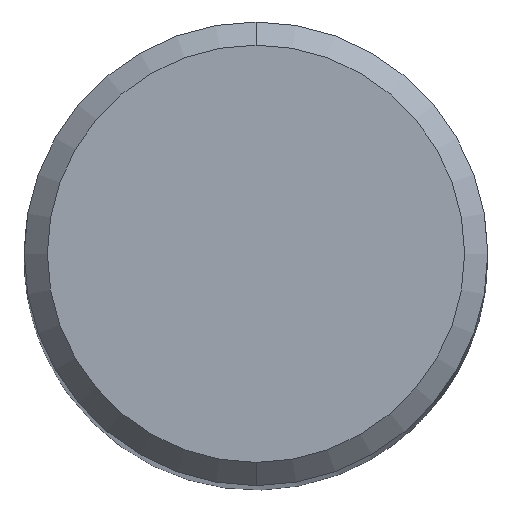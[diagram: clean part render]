
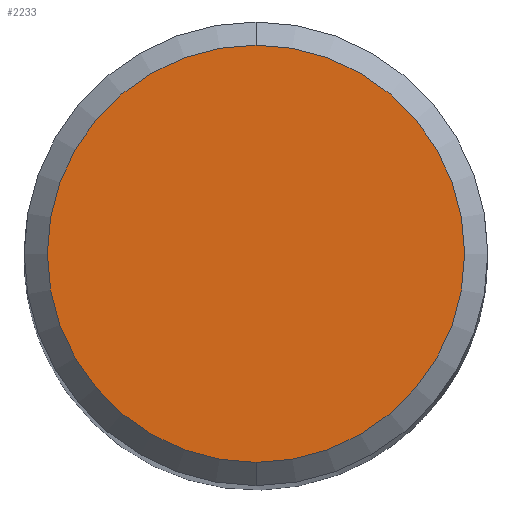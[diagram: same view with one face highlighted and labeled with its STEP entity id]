
A CAD part, top view. The second image highlights one B-rep face of the part: STEP entity #2233.
In plain terms, the highlighted planar face has unit normal (0, 0, 1).
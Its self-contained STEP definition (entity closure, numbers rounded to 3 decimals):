
#1539=VERTEX_POINT('',#4230);
#1689=EDGE_CURVE('',#3229,#1539,#4392,.T.);
#2233=ADVANCED_FACE('',(#4976),#4977,.T.);
#3229=VERTEX_POINT('',#6074);
#3657=EDGE_CURVE('',#1539,#3229,#6542,.T.);
#4230=CARTESIAN_POINT('',(0.,-3.6,0.0));
#4392=CIRCLE('',#8342,3.6);
#4976=FACE_OUTER_BOUND('',#11071,.T.);
#4977=PLANE('',#11072);
#6074=CARTESIAN_POINT('',(0.0,3.6,0.0));
#6542=CIRCLE('',#19345,3.6);
#8342=AXIS2_PLACEMENT_3D('',#21793,#21794,#21795);
#11071=EDGE_LOOP('',(#22231,#22232));
#11072=AXIS2_PLACEMENT_3D('',#22233,#22234,#22235);
#19345=AXIS2_PLACEMENT_3D('',#23670,#23671,#23672);
#21793=CARTESIAN_POINT('',(0.0,0.0,0.0));
#21794=DIRECTION('',(0.0,0.0,-1.0));
#21795=DIRECTION('',(0.0,1.0,0.0));
#22231=ORIENTED_EDGE('',*,*,#1689,.F.);
#22232=ORIENTED_EDGE('',*,*,#3657,.F.);
#22233=CARTESIAN_POINT('',(0.0,1.8,0.0));
#22234=DIRECTION('',(-0.0,0.0,1.0));
#22235=DIRECTION('',(0.0,-1.0,0.0));
#23670=CARTESIAN_POINT('',(0.0,0.0,0.0));
#23671=DIRECTION('',(0.0,0.0,-1.0));
#23672=DIRECTION('',(0.0,1.0,0.0));
